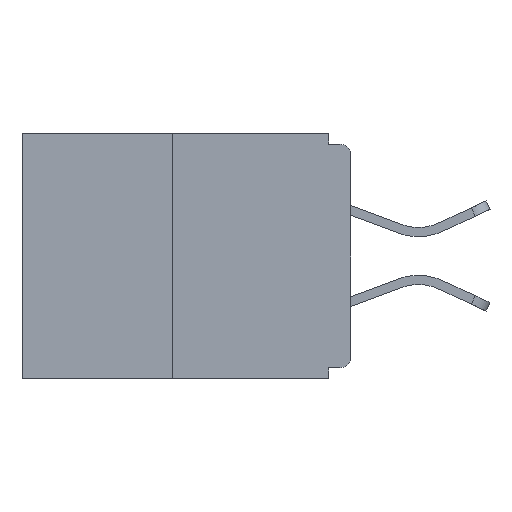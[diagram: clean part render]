
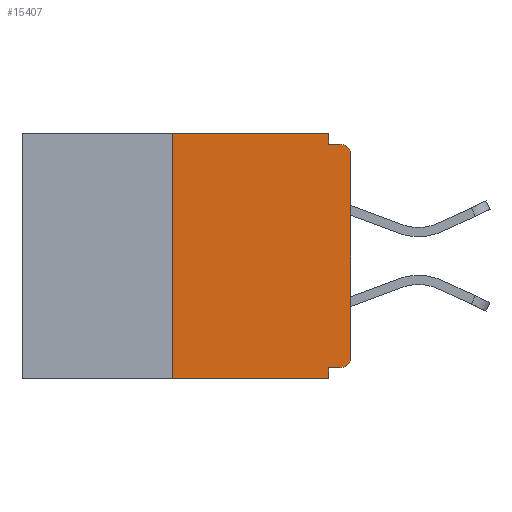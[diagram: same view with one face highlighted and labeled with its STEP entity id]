
A CAD part, left-side view. The second image highlights one B-rep face of the part: STEP entity #15407.
In plain terms, the highlighted planar face has unit normal (-1, 0, 0).
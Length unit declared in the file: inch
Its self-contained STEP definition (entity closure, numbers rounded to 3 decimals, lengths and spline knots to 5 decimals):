
#91 = CARTESIAN_POINT ( 'NONE',  ( 0., 0.015, -0.328 ) ) ;
#171 = ORIENTED_EDGE ( 'NONE', *, *, #10403, .F. ) ;
#443 = CARTESIAN_POINT ( 'NONE',  ( 0., 0., -0.328 ) ) ;
#546 = DIRECTION ( 'NONE',  ( 0., 0., -1. ) ) ;
#758 = AXIS2_PLACEMENT_3D ( 'NONE', #3855, #16909, #13018 ) ;
#896 = VECTOR ( 'NONE', #12588, 39.37008 ) ;
#1524 = CARTESIAN_POINT ( 'NONE',  ( 0., 0.46, -0.343 ) ) ;
#1669 = ORIENTED_EDGE ( 'NONE', *, *, #11022, .T. ) ;
#1928 = ORIENTED_EDGE ( 'NONE', *, *, #9609, .F. ) ;
#2022 = EDGE_LOOP ( 'NONE', ( #15717, #3822, #1669, #1928, #13178, #13376, #4610, #11888, #13959, #171 ) ) ;
#2969 = PLANE ( 'NONE',  #12519 ) ;
#3104 = LINE ( 'NONE', #3109, #4126 ) ;
#3109 = CARTESIAN_POINT ( 'NONE',  ( 0., 0.031, 0. ) ) ;
#3651 = CARTESIAN_POINT ( 'NONE',  ( 0., 0.031, 0. ) ) ;
#3703 = VECTOR ( 'NONE', #7077, 39.37008 ) ;
#3822 = ORIENTED_EDGE ( 'NONE', *, *, #11041, .F. ) ;
#3855 = CARTESIAN_POINT ( 'NONE',  ( 0., 0.015, -0.313 ) ) ;
#3894 = LINE ( 'NONE', #1524, #15274 ) ;
#4126 = VECTOR ( 'NONE', #10994, 39.37008 ) ;
#4186 = AXIS2_PLACEMENT_3D ( 'NONE', #14289, #5302, #11473 ) ;
#4188 = CARTESIAN_POINT ( 'NONE',  ( 0., 0., -0.03 ) ) ;
#4549 = VECTOR ( 'NONE', #11567, 39.37008 ) ;
#4610 = ORIENTED_EDGE ( 'NONE', *, *, #11146, .T. ) ;
#4694 = EDGE_CURVE ( 'NONE', #12509, #14379, #8692, .T. ) ;
#5302 = DIRECTION ( 'NONE',  ( -1., 0., 0. ) ) ;
#5376 = CARTESIAN_POINT ( 'NONE',  ( 0., 0.015, -0.015 ) ) ;
#5849 = CARTESIAN_POINT ( 'NONE',  ( 0., 0.25, 0. ) ) ;
#6077 = CARTESIAN_POINT ( 'NONE',  ( 0., 0.031, -0.343 ) ) ;
#6990 = VERTEX_POINT ( 'NONE', #4188 ) ;
#7077 = DIRECTION ( 'NONE',  ( 0., 0., 1. ) ) ;
#7481 = LINE ( 'NONE', #16939, #15343 ) ;
#7568 = CARTESIAN_POINT ( 'NONE',  ( 0., 0.031, -0.328 ) ) ;
#7748 = VERTEX_POINT ( 'NONE', #6077 ) ;
#8073 = CARTESIAN_POINT ( 'NONE',  ( 0., 0., -0.313 ) ) ;
#8118 = DIRECTION ( 'NONE',  ( 0., -1., 0. ) ) ;
#8417 = CARTESIAN_POINT ( 'NONE',  ( 0., 0.46, 0. ) ) ;
#8692 = CIRCLE ( 'NONE', #758, 0.015 ) ;
#8697 = CARTESIAN_POINT ( 'NONE',  ( 0., 0., -0.015 ) ) ;
#8750 = VERTEX_POINT ( 'NONE', #11491 ) ;
#9232 = EDGE_CURVE ( 'NONE', #12509, #11459, #16617, .T. ) ;
#9435 = CARTESIAN_POINT ( 'NONE',  ( 0., 0.031, -0.015 ) ) ;
#9609 = EDGE_CURVE ( 'NONE', #11459, #7748, #7481, .T. ) ;
#9624 = CARTESIAN_POINT ( 'NONE',  ( 0., 0.25, 0. ) ) ;
#9799 = DIRECTION ( 'NONE',  ( 1., 0., 0. ) ) ;
#10045 = EDGE_CURVE ( 'NONE', #10656, #11365, #15521, .T. ) ;
#10088 = DIRECTION ( 'NONE',  ( 0., -1., 0. ) ) ;
#10403 = EDGE_CURVE ( 'NONE', #11365, #15734, #3104, .T. ) ;
#10656 = VERTEX_POINT ( 'NONE', #5849 ) ;
#10854 = DIRECTION ( 'NONE',  ( 0., 0., 1. ) ) ;
#10955 = LINE ( 'NONE', #9624, #15079 ) ;
#10994 = DIRECTION ( 'NONE',  ( 0., 0., -1. ) ) ;
#11022 = EDGE_CURVE ( 'NONE', #8750, #7748, #3894, .T. ) ;
#11041 = EDGE_CURVE ( 'NONE', #8750, #10656, #10955, .T. ) ;
#11053 = VERTEX_POINT ( 'NONE', #5376 ) ;
#11146 = EDGE_CURVE ( 'NONE', #14379, #6990, #11782, .T. ) ;
#11294 = EDGE_CURVE ( 'NONE', #15734, #11053, #15060, .T. ) ;
#11365 = VERTEX_POINT ( 'NONE', #3651 ) ;
#11407 = CARTESIAN_POINT ( 'NONE',  ( 0., 0.46, 0. ) ) ;
#11459 = VERTEX_POINT ( 'NONE', #7568 ) ;
#11473 = DIRECTION ( 'NONE',  ( 0., 0., -1. ) ) ;
#11491 = CARTESIAN_POINT ( 'NONE',  ( 0., 0.25, -0.343 ) ) ;
#11567 = DIRECTION ( 'NONE',  ( 0., -1., 0. ) ) ;
#11782 = LINE ( 'NONE', #13661, #3703 ) ;
#11888 = ORIENTED_EDGE ( 'NONE', *, *, #15648, .T. ) ;
#11964 = FACE_OUTER_BOUND ( 'NONE', #2022, .T. ) ;
#12509 = VERTEX_POINT ( 'NONE', #91 ) ;
#12519 = AXIS2_PLACEMENT_3D ( 'NONE', #8417, #9799, #546 ) ;
#12588 = DIRECTION ( 'NONE',  ( 0., 1., 0. ) ) ;
#13018 = DIRECTION ( 'NONE',  ( 0., 0., -1. ) ) ;
#13178 = ORIENTED_EDGE ( 'NONE', *, *, #9232, .F. ) ;
#13376 = ORIENTED_EDGE ( 'NONE', *, *, #4694, .T. ) ;
#13661 = CARTESIAN_POINT ( 'NONE',  ( 0., 0., 0. ) ) ;
#13959 = ORIENTED_EDGE ( 'NONE', *, *, #11294, .F. ) ;
#14289 = CARTESIAN_POINT ( 'NONE',  ( 0., 0.015, -0.03 ) ) ;
#14379 = VERTEX_POINT ( 'NONE', #8073 ) ;
#15060 = LINE ( 'NONE', #8697, #16073 ) ;
#15079 = VECTOR ( 'NONE', #10854, 39.37008 ) ;
#15274 = VECTOR ( 'NONE', #8118, 39.37008 ) ;
#15343 = VECTOR ( 'NONE', #16999, 39.37008 ) ;
#15407 = ADVANCED_FACE ( 'NONE', ( #11964 ), #2969, .F. ) ;
#15521 = LINE ( 'NONE', #11407, #4549 ) ;
#15648 = EDGE_CURVE ( 'NONE', #6990, #11053, #16359, .T. ) ;
#15717 = ORIENTED_EDGE ( 'NONE', *, *, #10045, .F. ) ;
#15734 = VERTEX_POINT ( 'NONE', #9435 ) ;
#16073 = VECTOR ( 'NONE', #10088, 39.37008 ) ;
#16359 = CIRCLE ( 'NONE', #4186, 0.015 ) ;
#16617 = LINE ( 'NONE', #443, #896 ) ;
#16909 = DIRECTION ( 'NONE',  ( -1., 0., 0. ) ) ;
#16939 = CARTESIAN_POINT ( 'NONE',  ( 0., 0.031, -0.343 ) ) ;
#16999 = DIRECTION ( 'NONE',  ( 0., 0., -1. ) ) ;
